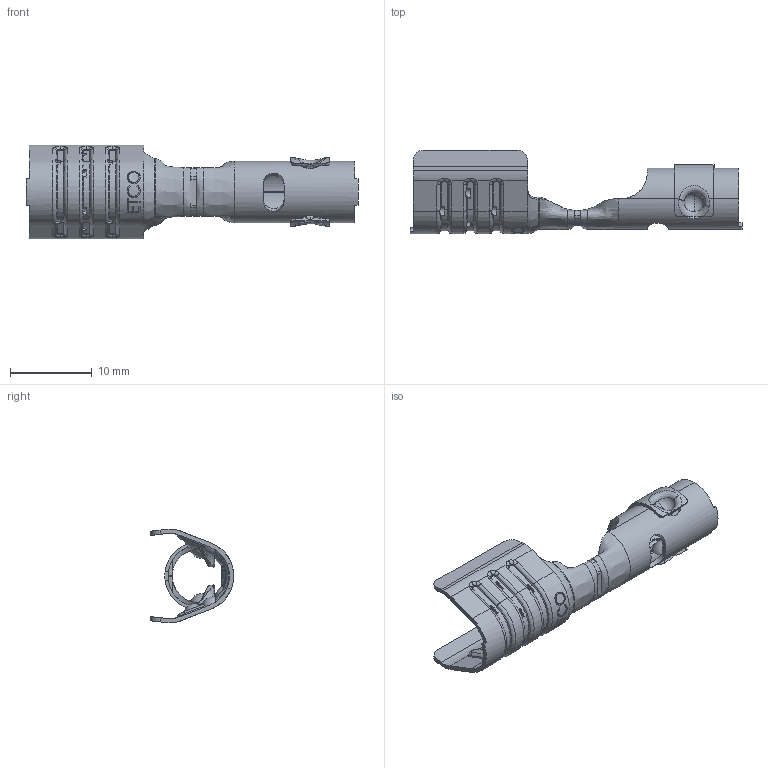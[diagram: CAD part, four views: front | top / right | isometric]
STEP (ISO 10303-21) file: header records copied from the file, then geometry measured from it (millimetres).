
FILE_DESCRIPTION (( 'STEP AP203' ), '1' );
FILE_NAME ('SP19-S.STEP', '2019-11-05T14:36:01', ( 'tempuser' ), ( 'Microsoft' ), 'SwSTEP 2.0', 'SolidWorks 2019', '' );
FILE_SCHEMA (( 'CONFIG_CONTROL_DESIGN' ));
Length unit declared in the file: inch
Products named in the file (3): SP17 SP19 SP19-S_SP19-S without carrier; SCA4 expanded for mating_SCA4-B; SP19-S
Assembly tree (2 placements, depth 2):
  SP19-S
    SP17 SP19 SP19-S_SP19-S without carrier
    SCA4 expanded for mating_SCA4-B
Bounding box: 40.51 x 10.16 x 11.43 mm (x, y, z)
Volume: 413.2 mm3; surface area: 1787.2 mm2
Topology: 2 solids, 2 shells, 467 faces, 1317 edges, 831 vertices
Faces by surface type: plane 168, cylinder 123, bspline 75, cone 39, torus 38, sphere 24
Entity records: 22315 total; most frequent: CARTESIAN_POINT 10717, ORIENTED_EDGE 2618, DIRECTION 2102, EDGE_CURVE 1309, VERTEX_POINT 831, AXIS2_PLACEMENT_3D 820, EDGE_LOOP 474, ADVANCED_FACE 467
